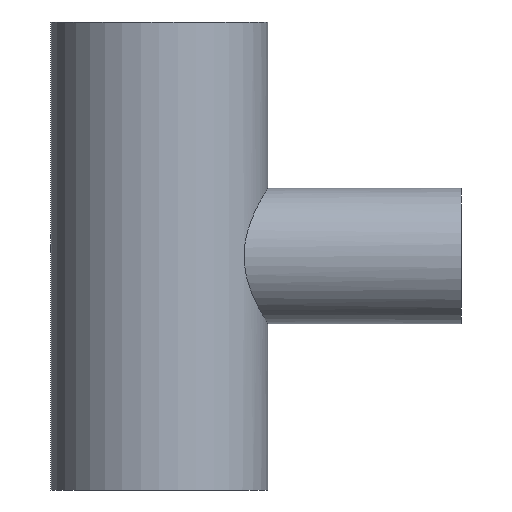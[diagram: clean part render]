
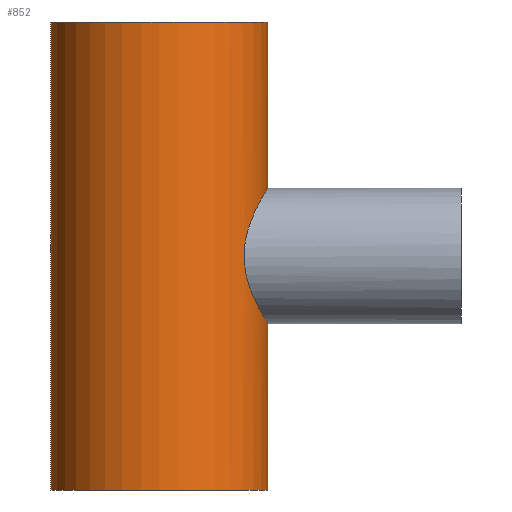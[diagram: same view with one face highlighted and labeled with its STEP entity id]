
A CAD part, front view. The second image highlights one B-rep face of the part: STEP entity #852.
In plain terms, the highlighted cylindrical face has radius 32 mm (diameter 64 mm), a partial arc.
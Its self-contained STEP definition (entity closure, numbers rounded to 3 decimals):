
#2 = ORIENTED_EDGE ( 'NONE', *, *, #652, .T. ) ;
#5 = CARTESIAN_POINT ( 'NONE',  ( 0., 0., 69. ) ) ;
#14 = FACE_OUTER_BOUND ( 'NONE', #592, .T. ) ;
#39 = CARTESIAN_POINT ( 'NONE',  ( 25.989, -18.673, 7.193 ) ) ;
#47 = CARTESIAN_POINT ( 'NONE',  ( 27.149, -16.944, -10.644 ) ) ;
#56 = CARTESIAN_POINT ( 'NONE',  ( 29.774, -11.741, -16.203 ) ) ;
#58 = EDGE_CURVE ( 'NONE', #1131, #833, #231, .T. ) ;
#84 = VERTEX_POINT ( 'NONE', #451 ) ;
#85 = VECTOR ( 'NONE', #769, 1000. ) ;
#111 = DIRECTION ( 'NONE',  ( 0., 0., -1. ) ) ;
#132 = CARTESIAN_POINT ( 'NONE',  ( 28.246, -15.046, 13.191 ) ) ;
#145 = CARTESIAN_POINT ( 'NONE',  ( 29.567, -12.252, -15.821 ) ) ;
#149 = CARTESIAN_POINT ( 'NONE',  ( 31.83, -3.362, -19.727 ) ) ;
#165 = VERTEX_POINT ( 'NONE', #568 ) ;
#198 = B_SPLINE_CURVE_WITH_KNOTS ( 'NONE', 3,
 ( #801, #587, #227, #687, #322, #693, #1084, #782, #600, #705, #974, #496, #132, #1000, #1090, #509, #892, #39, #797, #238, #517, #900, #327, #527, #1111, #1203, #909, #712, #621, #253, #808, #811, #1198, #522, #429, #341, #47, #1003, #1195, #1009, #338, #145, #56, #816, #1099, #708, #438, #149, #242, #345, #720, #614 ),
 .UNSPECIFIED., .F., .F.,
 ( 4, 2, 2, 2, 2, 2, 2, 2, 2, 2, 2, 2, 2, 2, 2, 2, 2, 2, 2, 2, 2, 2, 2, 2, 2, 4 ),
 ( 0., 0.004, 0.006, 0.008, 0.012, 0.016, 0.018, 0.02, 0.024, 0.026, 0.028, 0.03, 0.031, 0.032, 0.036, 0.038, 0.04, 0.042, 0.044, 0.048, 0.05, 0.052, 0.056, 0.06, 0.062, 0.064 ),
 .UNSPECIFIED. ) ;
#202 = DIRECTION ( 'NONE',  ( -1., 0., 0. ) ) ;
#227 = CARTESIAN_POINT ( 'NONE',  ( 31.914, -2.694, 19.862 ) ) ;
#231 = CIRCLE ( 'NONE', #1091, 32. ) ;
#234 = CIRCLE ( 'NONE', #840, 32. ) ;
#238 = CARTESIAN_POINT ( 'NONE',  ( 25.53, -19.294, 5.309 ) ) ;
#242 = CARTESIAN_POINT ( 'NONE',  ( 31.893, -2.702, -19.828 ) ) ;
#244 = DIRECTION ( 'NONE',  ( 0., 0., -1. ) ) ;
#246 = LINE ( 'NONE', #543, #410 ) ;
#253 = CARTESIAN_POINT ( 'NONE',  ( 25.4, -19.465, -4.644 ) ) ;
#261 = ORIENTED_EDGE ( 'NONE', *, *, #58, .F. ) ;
#276 = CYLINDRICAL_SURFACE ( 'NONE', #1050, 32. ) ;
#289 = CARTESIAN_POINT ( 'NONE',  ( 0., 0., 69. ) ) ;
#322 = CARTESIAN_POINT ( 'NONE',  ( 31.565, -5.299, 19.297 ) ) ;
#327 = CARTESIAN_POINT ( 'NONE',  ( 25.117, -19.828, 2.705 ) ) ;
#338 = CARTESIAN_POINT ( 'NONE',  ( 29.139, -13.236, -15.007 ) ) ;
#341 = CARTESIAN_POINT ( 'NONE',  ( 26.937, -17.278, -10.093 ) ) ;
#345 = CARTESIAN_POINT ( 'NONE',  ( 31.978, -1.361, -19.965 ) ) ;
#376 = LINE ( 'NONE', #644, #85 ) ;
#396 = VERTEX_POINT ( 'NONE', #883 ) ;
#406 = ORIENTED_EDGE ( 'NONE', *, *, #1106, .T. ) ;
#410 = VECTOR ( 'NONE', #244, 1000. ) ;
#417 = CARTESIAN_POINT ( 'NONE',  ( 32., 0., 20. ) ) ;
#429 = CARTESIAN_POINT ( 'NONE',  ( 26.531, -17.896, -8.953 ) ) ;
#438 = CARTESIAN_POINT ( 'NONE',  ( 31.583, -5.312, -19.327 ) ) ;
#451 = CARTESIAN_POINT ( 'NONE',  ( -32., 0., -69. ) ) ;
#496 = CARTESIAN_POINT ( 'NONE',  ( 28.47, -14.62, 13.663 ) ) ;
#509 = CARTESIAN_POINT ( 'NONE',  ( 26.928, -17.308, 10.102 ) ) ;
#517 = CARTESIAN_POINT ( 'NONE',  ( 25.404, -19.459, 4.666 ) ) ;
#522 = CARTESIAN_POINT ( 'NONE',  ( 26.338, -18.176, -8.369 ) ) ;
#527 = CARTESIAN_POINT ( 'NONE',  ( 25.036, -19.93, 1.702 ) ) ;
#543 = CARTESIAN_POINT ( 'NONE',  ( 32., 0., 69. ) ) ;
#568 = CARTESIAN_POINT ( 'NONE',  ( 32., 0., -69. ) ) ;
#587 = CARTESIAN_POINT ( 'NONE',  ( 32., -1.362, 20. ) ) ;
#592 = EDGE_LOOP ( 'NONE', ( #1132, #261, #2, #406, #827, #1045 ) ) ;
#600 = CARTESIAN_POINT ( 'NONE',  ( 30.37, -10.147, 17.284 ) ) ;
#614 = CARTESIAN_POINT ( 'NONE',  ( 32., 0., -20. ) ) ;
#621 = CARTESIAN_POINT ( 'NONE',  ( 25.09, -19.865, -2.68 ) ) ;
#644 = CARTESIAN_POINT ( 'NONE',  ( 32., 0., 69. ) ) ;
#651 = CARTESIAN_POINT ( 'NONE',  ( -32., 0., 69. ) ) ;
#652 = EDGE_CURVE ( 'NONE', #1131, #84, #985, .T. ) ;
#666 = DIRECTION ( 'NONE',  ( 0., 0., 1. ) ) ;
#687 = CARTESIAN_POINT ( 'NONE',  ( 31.667, -4.653, 19.463 ) ) ;
#693 = CARTESIAN_POINT ( 'NONE',  ( 31.324, -6.577, 18.9 ) ) ;
#705 = CARTESIAN_POINT ( 'NONE',  ( 29.566, -12.295, 15.828 ) ) ;
#708 = CARTESIAN_POINT ( 'NONE',  ( 31.343, -6.573, -18.936 ) ) ;
#712 = CARTESIAN_POINT ( 'NONE',  ( 24.98, -20., -1.348 ) ) ;
#720 = CARTESIAN_POINT ( 'NONE',  ( 32., -0.676, -20. ) ) ;
#747 = CARTESIAN_POINT ( 'NONE',  ( 0., 0., -69. ) ) ;
#750 = DIRECTION ( 'NONE',  ( 0., 0., -1. ) ) ;
#769 = DIRECTION ( 'NONE',  ( 0., 0., -1. ) ) ;
#776 = CARTESIAN_POINT ( 'NONE',  ( -32., 0., 69. ) ) ;
#782 = CARTESIAN_POINT ( 'NONE',  ( 30.731, -9.009, 17.904 ) ) ;
#784 = VECTOR ( 'NONE', #111, 1000. ) ;
#797 = CARTESIAN_POINT ( 'NONE',  ( 25.824, -18.899, 6.578 ) ) ;
#801 = CARTESIAN_POINT ( 'NONE',  ( 32., 0., 20. ) ) ;
#808 = CARTESIAN_POINT ( 'NONE',  ( 25.528, -19.298, -5.295 ) ) ;
#811 = CARTESIAN_POINT ( 'NONE',  ( 25.819, -18.906, -6.556 ) ) ;
#816 = CARTESIAN_POINT ( 'NONE',  ( 30.368, -10.152, -17.279 ) ) ;
#827 = ORIENTED_EDGE ( 'NONE', *, *, #1231, .F. ) ;
#833 = VERTEX_POINT ( 'NONE', #845 ) ;
#840 = AXIS2_PLACEMENT_3D ( 'NONE', #747, #666, #1058 ) ;
#845 = CARTESIAN_POINT ( 'NONE',  ( 32., 0., 69. ) ) ;
#852 = ADVANCED_FACE ( 'NONE', ( #14 ), #276, .T. ) ;
#883 = CARTESIAN_POINT ( 'NONE',  ( 32., 0., -20. ) ) ;
#892 = CARTESIAN_POINT ( 'NONE',  ( 26.521, -17.917, 8.982 ) ) ;
#900 = CARTESIAN_POINT ( 'NONE',  ( 25.197, -19.726, 3.364 ) ) ;
#909 = CARTESIAN_POINT ( 'NONE',  ( 24.98, -20., 0.346 ) ) ;
#931 = DIRECTION ( 'NONE',  ( 0., 0., 1. ) ) ;
#974 = CARTESIAN_POINT ( 'NONE',  ( 29.133, -13.276, 15.012 ) ) ;
#985 = LINE ( 'NONE', #776, #784 ) ;
#998 = VERTEX_POINT ( 'NONE', #417 ) ;
#1000 = CARTESIAN_POINT ( 'NONE',  ( 27.798, -15.858, 12.204 ) ) ;
#1003 = CARTESIAN_POINT ( 'NONE',  ( 27.798, -15.874, -12.233 ) ) ;
#1009 = CARTESIAN_POINT ( 'NONE',  ( 28.918, -13.712, -14.573 ) ) ;
#1024 = DIRECTION ( 'NONE',  ( 1., 0., 0. ) ) ;
#1029 = EDGE_CURVE ( 'NONE', #833, #998, #376, .T. ) ;
#1045 = ORIENTED_EDGE ( 'NONE', *, *, #1164, .F. ) ;
#1050 = AXIS2_PLACEMENT_3D ( 'NONE', #5, #750, #202 ) ;
#1058 = DIRECTION ( 'NONE',  ( 1., 0., 0. ) ) ;
#1084 = CARTESIAN_POINT ( 'NONE',  ( 31.186, -7.198, 18.671 ) ) ;
#1090 = CARTESIAN_POINT ( 'NONE',  ( 27.575, -16.241, 11.689 ) ) ;
#1091 = AXIS2_PLACEMENT_3D ( 'NONE', #289, #931, #1024 ) ;
#1099 = CARTESIAN_POINT ( 'NONE',  ( 30.73, -9.016, -17.902 ) ) ;
#1106 = EDGE_CURVE ( 'NONE', #84, #165, #234, .T. ) ;
#1111 = CARTESIAN_POINT ( 'NONE',  ( 25.015, -19.956, 1.365 ) ) ;
#1131 = VERTEX_POINT ( 'NONE', #651 ) ;
#1132 = ORIENTED_EDGE ( 'NONE', *, *, #1029, .F. ) ;
#1164 = EDGE_CURVE ( 'NONE', #998, #396, #198, .T. ) ;
#1195 = CARTESIAN_POINT ( 'NONE',  ( 28.248, -15.068, -13.213 ) ) ;
#1198 = CARTESIAN_POINT ( 'NONE',  ( 25.982, -18.682, -7.17 ) ) ;
#1203 = CARTESIAN_POINT ( 'NONE',  ( 24.987, -19.991, 0.688 ) ) ;
#1231 = EDGE_CURVE ( 'NONE', #396, #165, #246, .T. ) ;
